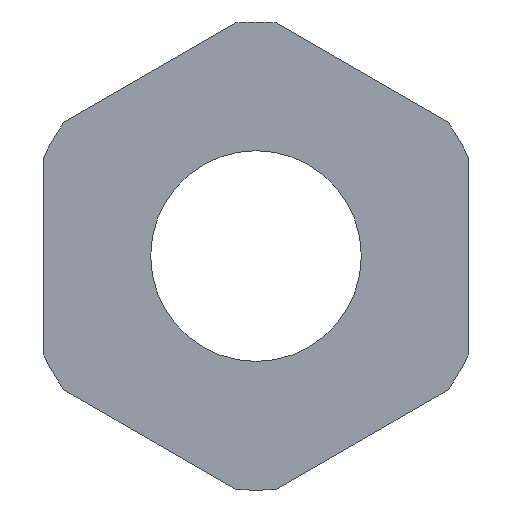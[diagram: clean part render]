
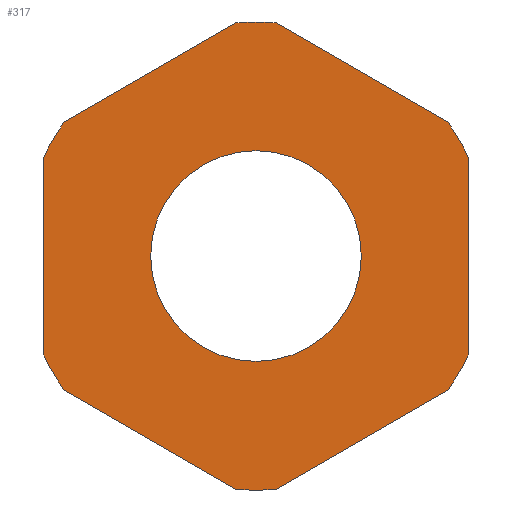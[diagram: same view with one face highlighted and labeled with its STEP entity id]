
A CAD part, front view. The second image highlights one B-rep face of the part: STEP entity #317.
In plain terms, the highlighted planar face has unit normal (0, -1, 0).
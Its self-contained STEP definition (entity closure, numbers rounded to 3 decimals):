
#6 = EDGE_CURVE ( 'NONE', #545, #606, #535, .T. ) ;
#9 = EDGE_CURVE ( 'NONE', #246, #545, #538, .T. ) ;
#18 = CARTESIAN_POINT ( 'NONE',  ( -14.5, -6., 6.764 ) ) ;
#27 = CARTESIAN_POINT ( 'NONE',  ( 13.108, -6., -9.175 ) ) ;
#31 = EDGE_CURVE ( 'NONE', #195, #88, #511, .T. ) ;
#33 = CARTESIAN_POINT ( 'NONE',  ( 1.392, -6., 15.939 ) ) ;
#34 = EDGE_CURVE ( 'NONE', #84, #246, #569, .T. ) ;
#35 = CARTESIAN_POINT ( 'NONE',  ( 14.5, -6., 8.372 ) ) ;
#37 = EDGE_LOOP ( 'NONE', ( #403, #58, #610, #123, #552, #257, #407, #586, #629, #110, #660, #651, #113 ) ) ;
#58 = ORIENTED_EDGE ( 'NONE', *, *, #34, .F. ) ;
#59 = ORIENTED_EDGE ( 'NONE', *, *, #308, .T. ) ;
#71 = DIRECTION ( 'NONE',  ( 0., 1., 0. ) ) ;
#72 = EDGE_LOOP ( 'NONE', ( #59, #642 ) ) ;
#75 = VERTEX_POINT ( 'NONE', #18 ) ;
#81 = VERTEX_POINT ( 'NONE', #498 ) ;
#84 = VERTEX_POINT ( 'NONE', #33 ) ;
#88 = VERTEX_POINT ( 'NONE', #462 ) ;
#91 = AXIS2_PLACEMENT_3D ( 'NONE', #343, #319, #321 ) ;
#96 = AXIS2_PLACEMENT_3D ( 'NONE', #338, #231, #436 ) ;
#97 = VERTEX_POINT ( 'NONE', #442 ) ;
#101 = DIRECTION ( 'NONE',  ( -0.866, 0., -0.5 ) ) ;
#110 = ORIENTED_EDGE ( 'NONE', *, *, #31, .F. ) ;
#113 = ORIENTED_EDGE ( 'NONE', *, *, #6, .F. ) ;
#123 = ORIENTED_EDGE ( 'NONE', *, *, #506, .F. ) ;
#124 = CARTESIAN_POINT ( 'NONE',  ( 0., -6., 0. ) ) ;
#126 = VERTEX_POINT ( 'NONE', #369 ) ;
#133 = EDGE_CURVE ( 'NONE', #88, #81, #530, .T. ) ;
#135 = PLANE ( 'NONE',  #96 ) ;
#137 = EDGE_CURVE ( 'NONE', #224, #84, #492, .T. ) ;
#138 = DIRECTION ( 'NONE',  ( 0., 0., -1. ) ) ;
#144 = VERTEX_POINT ( 'NONE', #391 ) ;
#148 = FACE_BOUND ( 'NONE', #72, .T. ) ;
#156 = EDGE_CURVE ( 'NONE', #606, #194, #585, .T. ) ;
#161 = VERTEX_POINT ( 'NONE', #287 ) ;
#163 = DIRECTION ( 'NONE',  ( 0., 1., 0. ) ) ;
#177 = CARTESIAN_POINT ( 'NONE',  ( 0., -6., 0. ) ) ;
#184 = CARTESIAN_POINT ( 'NONE',  ( 0., -6., 0. ) ) ;
#185 = VERTEX_POINT ( 'NONE', #611 ) ;
#193 = CARTESIAN_POINT ( 'NONE',  ( 0., -6., 0. ) ) ;
#194 = VERTEX_POINT ( 'NONE', #27 ) ;
#195 = VERTEX_POINT ( 'NONE', #368 ) ;
#197 = DIRECTION ( 'NONE',  ( 0., 0., 1. ) ) ;
#210 = DIRECTION ( 'NONE',  ( 0., 1., 0. ) ) ;
#214 = VECTOR ( 'NONE', #101, 1000. ) ;
#215 = LINE ( 'NONE', #665, #214 ) ;
#222 = CARTESIAN_POINT ( 'NONE',  ( -14.5, -6., -8.372 ) ) ;
#224 = VERTEX_POINT ( 'NONE', #275 ) ;
#228 = CARTESIAN_POINT ( 'NONE',  ( 0., -6., 0. ) ) ;
#229 = CARTESIAN_POINT ( 'NONE',  ( -14.5, -6., 8.372 ) ) ;
#231 = DIRECTION ( 'NONE',  ( 0., 1., 0. ) ) ;
#239 = CIRCLE ( 'NONE', #242, 7.2 ) ;
#242 = AXIS2_PLACEMENT_3D ( 'NONE', #184, #355, #363 ) ;
#246 = VERTEX_POINT ( 'NONE', #480 ) ;
#248 = CIRCLE ( 'NONE', #267, 16. ) ;
#256 = AXIS2_PLACEMENT_3D ( 'NONE', #193, #567, #565 ) ;
#257 = ORIENTED_EDGE ( 'NONE', *, *, #603, .F. ) ;
#262 = DIRECTION ( 'NONE',  ( 0., 1., 0. ) ) ;
#265 = DIRECTION ( 'NONE',  ( 0., 0., 1. ) ) ;
#267 = AXIS2_PLACEMENT_3D ( 'NONE', #177, #71, #640 ) ;
#273 = CARTESIAN_POINT ( 'NONE',  ( 0., -6., 0. ) ) ;
#275 = CARTESIAN_POINT ( 'NONE',  ( 0., -6., 16. ) ) ;
#285 = VECTOR ( 'NONE', #504, 1000. ) ;
#287 = CARTESIAN_POINT ( 'NONE',  ( 0., -6., 7.2 ) ) ;
#292 = AXIS2_PLACEMENT_3D ( 'NONE', #554, #544, #539 ) ;
#295 = EDGE_CURVE ( 'NONE', #185, #75, #527, .T. ) ;
#297 = LINE ( 'NONE', #229, #285 ) ;
#308 = EDGE_CURVE ( 'NONE', #161, #126, #239, .T. ) ;
#317 = ADVANCED_FACE ( 'NONE', ( #148, #342 ), #135, .F. ) ;
#319 = DIRECTION ( 'NONE',  ( 0., 1., 0. ) ) ;
#321 = DIRECTION ( 'NONE',  ( 0., 0., 1. ) ) ;
#323 = CIRCLE ( 'NONE', #406, 7.2 ) ;
#327 = CIRCLE ( 'NONE', #583, 16. ) ;
#338 = CARTESIAN_POINT ( 'NONE',  ( 0., -6., 0. ) ) ;
#342 = FACE_OUTER_BOUND ( 'NONE', #37, .T. ) ;
#343 = CARTESIAN_POINT ( 'NONE',  ( 0., -6., 0. ) ) ;
#351 = DIRECTION ( 'NONE',  ( -0.866, 0., 0.5 ) ) ;
#353 = VECTOR ( 'NONE', #505, 1000. ) ;
#355 = DIRECTION ( 'NONE',  ( 0., 1., 0. ) ) ;
#361 = CARTESIAN_POINT ( 'NONE',  ( 0., -6., -16.743 ) ) ;
#363 = DIRECTION ( 'NONE',  ( 0., 0., 1. ) ) ;
#368 = CARTESIAN_POINT ( 'NONE',  ( 1.392, -6., -15.939 ) ) ;
#369 = CARTESIAN_POINT ( 'NONE',  ( 0., -6., -7.2 ) ) ;
#383 = DIRECTION ( 'NONE',  ( 0., 0., 1. ) ) ;
#391 = CARTESIAN_POINT ( 'NONE',  ( -13.108, -6., 9.175 ) ) ;
#398 = EDGE_CURVE ( 'NONE', #81, #185, #327, .T. ) ;
#403 = ORIENTED_EDGE ( 'NONE', *, *, #9, .F. ) ;
#406 = AXIS2_PLACEMENT_3D ( 'NONE', #228, #210, #197 ) ;
#407 = ORIENTED_EDGE ( 'NONE', *, *, #295, .F. ) ;
#408 = EDGE_CURVE ( 'NONE', #126, #161, #323, .T. ) ;
#426 = VECTOR ( 'NONE', #351, 1000. ) ;
#436 = DIRECTION ( 'NONE',  ( 0., 0., 1. ) ) ;
#442 = CARTESIAN_POINT ( 'NONE',  ( -1.392, -6., 15.939 ) ) ;
#449 = DIRECTION ( 'NONE',  ( 0., 0., 1. ) ) ;
#454 = CARTESIAN_POINT ( 'NONE',  ( 14.5, -6., 6.764 ) ) ;
#455 = EDGE_CURVE ( 'NONE', #144, #97, #297, .T. ) ;
#462 = CARTESIAN_POINT ( 'NONE',  ( -1.392, -6., -15.939 ) ) ;
#465 = DIRECTION ( 'NONE',  ( 0.866, 0., -0.5 ) ) ;
#480 = CARTESIAN_POINT ( 'NONE',  ( 13.108, -6., 9.175 ) ) ;
#484 = VECTOR ( 'NONE', #138, 1000. ) ;
#492 = CIRCLE ( 'NONE', #91, 16. ) ;
#498 = CARTESIAN_POINT ( 'NONE',  ( -13.108, -6., -9.175 ) ) ;
#504 = DIRECTION ( 'NONE',  ( 0.866, 0., 0.5 ) ) ;
#505 = DIRECTION ( 'NONE',  ( 0., 0., 1. ) ) ;
#506 = EDGE_CURVE ( 'NONE', #97, #224, #248, .T. ) ;
#507 = CARTESIAN_POINT ( 'NONE',  ( 0., -6., 0. ) ) ;
#511 = CIRCLE ( 'NONE', #292, 16. ) ;
#524 = EDGE_CURVE ( 'NONE', #194, #195, #215, .T. ) ;
#526 = DIRECTION ( 'NONE',  ( 0., 1., 0. ) ) ;
#527 = LINE ( 'NONE', #222, #353 ) ;
#530 = LINE ( 'NONE', #361, #426 ) ;
#535 = LINE ( 'NONE', #35, #484 ) ;
#538 = CIRCLE ( 'NONE', #256, 16. ) ;
#539 = DIRECTION ( 'NONE',  ( 0., 0., 1. ) ) ;
#544 = DIRECTION ( 'NONE',  ( 0., 1., 0. ) ) ;
#545 = VERTEX_POINT ( 'NONE', #454 ) ;
#552 = ORIENTED_EDGE ( 'NONE', *, *, #455, .F. ) ;
#554 = CARTESIAN_POINT ( 'NONE',  ( 0., -6., 0. ) ) ;
#556 = CARTESIAN_POINT ( 'NONE',  ( 0., -6., 16.743 ) ) ;
#565 = DIRECTION ( 'NONE',  ( 0., 0., 1. ) ) ;
#567 = DIRECTION ( 'NONE',  ( 0., 1., 0. ) ) ;
#569 = LINE ( 'NONE', #556, #574 ) ;
#574 = VECTOR ( 'NONE', #465, 1000. ) ;
#576 = CIRCLE ( 'NONE', #579, 16. ) ;
#579 = AXIS2_PLACEMENT_3D ( 'NONE', #124, #163, #383 ) ;
#583 = AXIS2_PLACEMENT_3D ( 'NONE', #507, #526, #449 ) ;
#585 = CIRCLE ( 'NONE', #636, 16. ) ;
#586 = ORIENTED_EDGE ( 'NONE', *, *, #398, .F. ) ;
#603 = EDGE_CURVE ( 'NONE', #75, #144, #576, .T. ) ;
#606 = VERTEX_POINT ( 'NONE', #656 ) ;
#610 = ORIENTED_EDGE ( 'NONE', *, *, #137, .F. ) ;
#611 = CARTESIAN_POINT ( 'NONE',  ( -14.5, -6., -6.764 ) ) ;
#629 = ORIENTED_EDGE ( 'NONE', *, *, #133, .F. ) ;
#636 = AXIS2_PLACEMENT_3D ( 'NONE', #273, #262, #265 ) ;
#640 = DIRECTION ( 'NONE',  ( 0., 0., 1. ) ) ;
#642 = ORIENTED_EDGE ( 'NONE', *, *, #408, .T. ) ;
#651 = ORIENTED_EDGE ( 'NONE', *, *, #156, .F. ) ;
#656 = CARTESIAN_POINT ( 'NONE',  ( 14.5, -6., -6.764 ) ) ;
#660 = ORIENTED_EDGE ( 'NONE', *, *, #524, .F. ) ;
#665 = CARTESIAN_POINT ( 'NONE',  ( 14.5, -6., -8.372 ) ) ;
